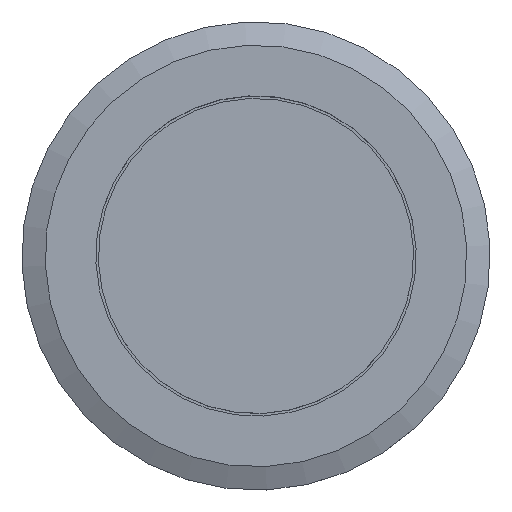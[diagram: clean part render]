
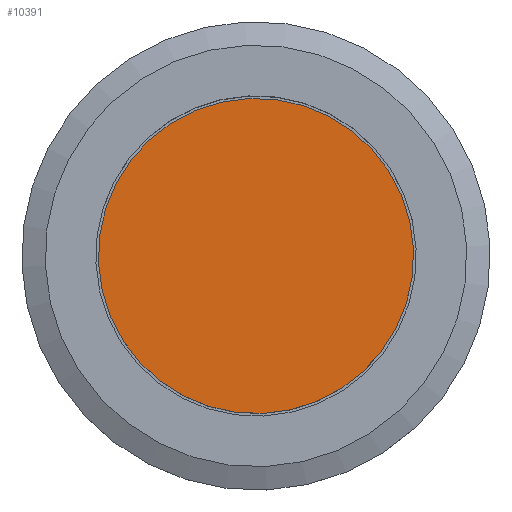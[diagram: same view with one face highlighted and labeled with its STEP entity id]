
A CAD part, top view. The second image highlights one B-rep face of the part: STEP entity #10391.
In plain terms, the highlighted planar face has unit normal (0, 0, 1).
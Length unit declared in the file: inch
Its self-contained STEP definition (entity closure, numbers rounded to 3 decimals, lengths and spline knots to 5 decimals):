
#10360=CARTESIAN_POINT('',(0.24952,-0.3907,1.25354));
#10361=VERTEX_POINT('',#10360);
#10362=CARTESIAN_POINT('',(0.,0.,1.25354));
#10363=DIRECTION('',(0.0,0.0,-1.0));
#10364=DIRECTION('',(-0.538,0.843,0.0));
#10365=AXIS2_PLACEMENT_3D('',#10362,#10363,#10364);
#10366=CIRCLE('',#10365,0.46358);
#10367=EDGE_CURVE('',#10361,#10361,#10366,.T.);
#10383=CARTESIAN_POINT('',(-0.1553,-0.70425,1.25354));
#10384=DIRECTION('',(0.0,0.0,-1.0));
#10385=DIRECTION('',(-1.0,0.0,0.0));
#10386=AXIS2_PLACEMENT_3D('',#10383,#10384,#10385);
#10387=PLANE('',#10386);
#10388=ORIENTED_EDGE('',*,*,#10367,.F.);
#10389=EDGE_LOOP('',(#10388));
#10390=FACE_OUTER_BOUND('',#10389,.T.);
#10391=ADVANCED_FACE('',(#10390),#10387,.F.);
